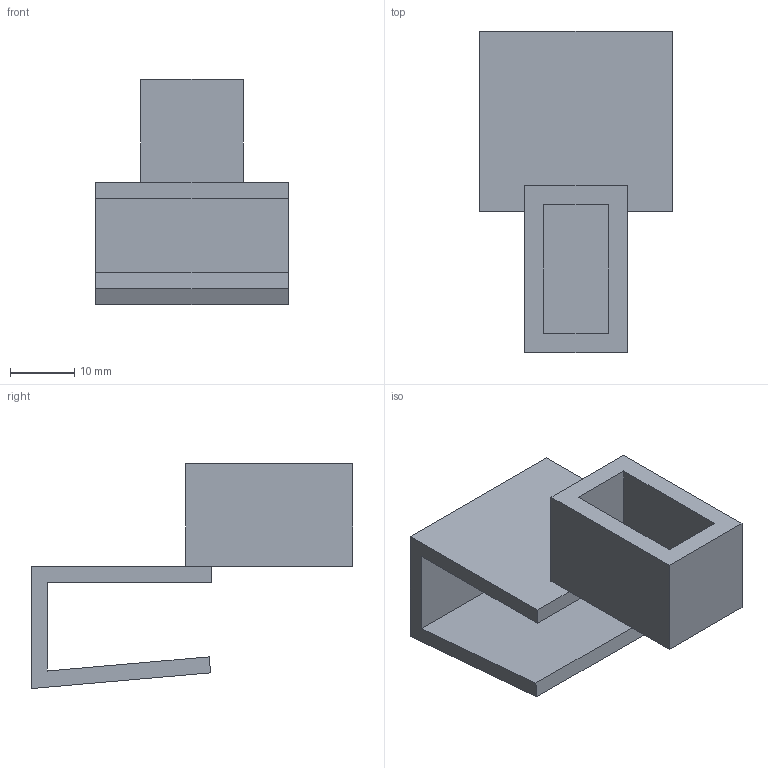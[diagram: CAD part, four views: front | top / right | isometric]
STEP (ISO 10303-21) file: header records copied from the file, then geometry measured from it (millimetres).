
FILE_DESCRIPTION (( 'STEP AP214' ), '1' );
FILE_NAME ('F000417,F000418_3D.step', '2022-10-10T14:02:08', ( '' ), ( '' ), 'SwSTEP 2.0', 'SolidWorks 2020', '' );
FILE_SCHEMA (( 'AUTOMOTIVE_DESIGN' ));
Length unit declared in the file: millimetre
Products named in the file (1): F000417,F000418_3D
Bounding box: 30 x 50 x 35 mm (x, y, z)
Volume: 9088.9 mm3; surface area: 7573.2 mm2
Topology: 1 solids, 1 shells, 21 faces, 52 edges, 34 vertices
Faces by surface type: plane 21
Entity records: 644 total; most frequent: CARTESIAN_POINT 108, ORIENTED_EDGE 104, DIRECTION 96, LINE 52, EDGE_CURVE 52, VECTOR 52, VERTEX_POINT 34, AXIS2_PLACEMENT_3D 22
